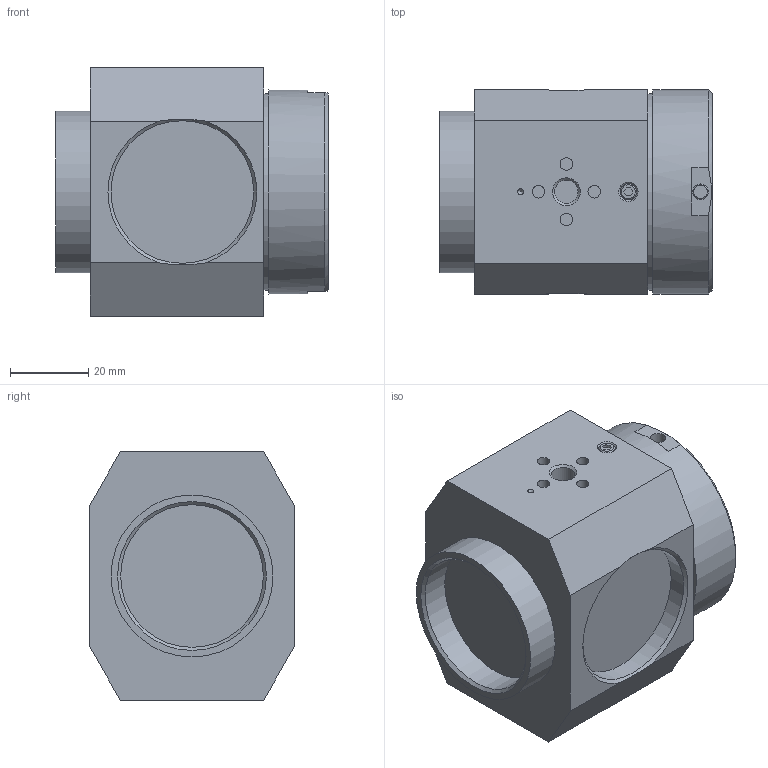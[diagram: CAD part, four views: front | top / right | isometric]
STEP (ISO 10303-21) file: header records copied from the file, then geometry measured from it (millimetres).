
FILE_DESCRIPTION((''),'2;1');
FILE_NAME('cbh-1.0.stp','2013-03-14T08:54:42',('JC'),(''),'Autodesk Inventor 11','Autodesk Inventor 11','');
FILE_SCHEMA(('AUTOMOTIVE_DESIGN { 1 0 10303 214 1 1 1 1 }'));
Length unit declared in the file: inch
Products named in the file (1): cbh-1.01
Bounding box: 69.85 x 52.37 x 63.5 mm (x, y, z)
Volume: 161584 mm3; surface area: 26862.1 mm2
Topology: 5 solids, 5 shells, 99 faces, 215 edges, 145 vertices
Faces by surface type: plane 53, cylinder 27, cone 17, bspline 2
Full cylindrical faces by diameter (mm): 3.2 x8, 3.969 x2, 3.975 x2, 4.166 x2, 5.994 x1, 6.35 x1, 27.94 x2, 36.513 x3, 36.589 x1, 41.402 x1, 50.292 x1, 52.248 x1
Entity records: 2573 total; most frequent: CARTESIAN_POINT 622, DIRECTION 406, ORIENTED_EDGE 308, AXIS2_PLACEMENT_3D 168, EDGE_LOOP 164, EDGE_CURVE 154, VERTEX_POINT 126, FACE_OUTER_BOUND 99
